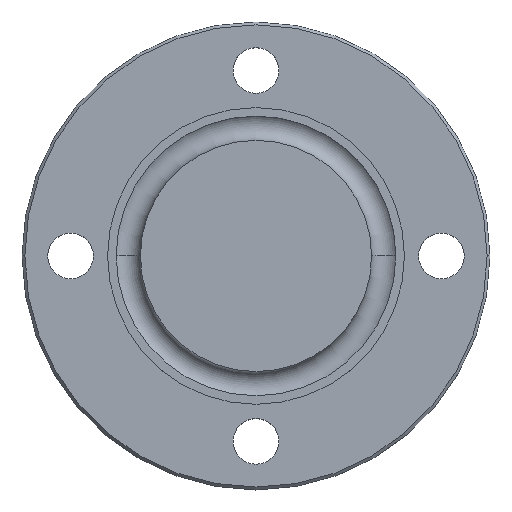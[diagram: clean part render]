
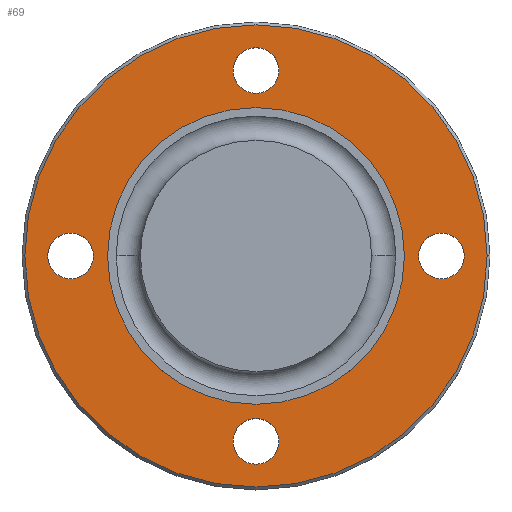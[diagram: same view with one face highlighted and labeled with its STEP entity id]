
A CAD part, top view. The second image highlights one B-rep face of the part: STEP entity #69.
In plain terms, the highlighted planar face has unit normal (0, 0, 1).
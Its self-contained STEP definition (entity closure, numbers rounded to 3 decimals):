
#4 = CIRCLE ( 'NONE', #370, 4. ) ;
#8 = VERTEX_POINT ( 'NONE', #379 ) ;
#16 = ORIENTED_EDGE ( 'NONE', *, *, #171, .T. ) ;
#20 = CIRCLE ( 'NONE', #207, 4. ) ;
#26 = VERTEX_POINT ( 'NONE', #404 ) ;
#28 = DIRECTION ( 'NONE',  ( 0., 0., 1. ) ) ;
#33 = EDGE_LOOP ( 'NONE', ( #607, #16 ) ) ;
#43 = CARTESIAN_POINT ( 'NONE',  ( -26., 0., 10. ) ) ;
#48 = DIRECTION ( 'NONE',  ( 1., 0., 0. ) ) ;
#50 = DIRECTION ( 'NONE',  ( 0., 0., 1. ) ) ;
#58 = ORIENTED_EDGE ( 'NONE', *, *, #124, .F. ) ;
#69 = ADVANCED_FACE ( 'NONE', ( #580, #684, #284, #468, #447, #697 ), #72, .F. ) ;
#72 = PLANE ( 'NONE',  #726 ) ;
#76 = CIRCLE ( 'NONE', #361, 4. ) ;
#79 = VERTEX_POINT ( 'NONE', #141 ) ;
#90 = DIRECTION ( 'NONE',  ( 1., 0., 0. ) ) ;
#99 = DIRECTION ( 'NONE',  ( 1., 0., 0. ) ) ;
#115 = VERTEX_POINT ( 'NONE', #613 ) ;
#118 = CARTESIAN_POINT ( 'NONE',  ( -32.5, 4., 10. ) ) ;
#124 = EDGE_CURVE ( 'NONE', #26, #557, #76, .T. ) ;
#125 = ORIENTED_EDGE ( 'NONE', *, *, #595, .F. ) ;
#127 = ORIENTED_EDGE ( 'NONE', *, *, #636, .F. ) ;
#141 = CARTESIAN_POINT ( 'NONE',  ( 32.5, -4., 10. ) ) ;
#148 = CARTESIAN_POINT ( 'NONE',  ( -4., 32.5, 10. ) ) ;
#150 = ORIENTED_EDGE ( 'NONE', *, *, #672, .F. ) ;
#151 = DIRECTION ( 'NONE',  ( -1., 0., 0. ) ) ;
#157 = DIRECTION ( 'NONE',  ( 0., -1., 0. ) ) ;
#171 = EDGE_CURVE ( 'NONE', #281, #115, #372, .T. ) ;
#179 = DIRECTION ( 'NONE',  ( -1., 0., 0. ) ) ;
#181 = AXIS2_PLACEMENT_3D ( 'NONE', #376, #487, #326 ) ;
#185 = DIRECTION ( 'NONE',  ( 0., 0., -1. ) ) ;
#189 = DIRECTION ( 'NONE',  ( 1., 0., 0. ) ) ;
#199 = DIRECTION ( 'NONE',  ( 0., 1., 0. ) ) ;
#201 = EDGE_CURVE ( 'NONE', #688, #400, #558, .T. ) ;
#207 = AXIS2_PLACEMENT_3D ( 'NONE', #594, #433, #157 ) ;
#210 = CIRCLE ( 'NONE', #340, 40.5 ) ;
#221 = AXIS2_PLACEMENT_3D ( 'NONE', #529, #28, #593 ) ;
#224 = ORIENTED_EDGE ( 'NONE', *, *, #294, .F. ) ;
#235 = DIRECTION ( 'NONE',  ( 0., 0., 1. ) ) ;
#241 = AXIS2_PLACEMENT_3D ( 'NONE', #563, #261, #443 ) ;
#243 = ORIENTED_EDGE ( 'NONE', *, *, #407, .F. ) ;
#257 = CARTESIAN_POINT ( 'NONE',  ( 0., 0., 10. ) ) ;
#261 = DIRECTION ( 'NONE',  ( 0., 0., 1. ) ) ;
#281 = VERTEX_POINT ( 'NONE', #366 ) ;
#284 = FACE_BOUND ( 'NONE', #514, .T. ) ;
#285 = AXIS2_PLACEMENT_3D ( 'NONE', #721, #488, #48 ) ;
#294 = EDGE_CURVE ( 'NONE', #400, #688, #587, .T. ) ;
#311 = CIRCLE ( 'NONE', #480, 26. ) ;
#324 = CARTESIAN_POINT ( 'NONE',  ( 32.5, 4., 10. ) ) ;
#326 = DIRECTION ( 'NONE',  ( 0., 1., 0. ) ) ;
#327 = CARTESIAN_POINT ( 'NONE',  ( -4., -32.5, 10. ) ) ;
#340 = AXIS2_PLACEMENT_3D ( 'NONE', #257, #50, #492 ) ;
#353 = VERTEX_POINT ( 'NONE', #324 ) ;
#361 = AXIS2_PLACEMENT_3D ( 'NONE', #486, #722, #199 ) ;
#365 = CARTESIAN_POINT ( 'NONE',  ( 4., -32.5, 10. ) ) ;
#366 = CARTESIAN_POINT ( 'NONE',  ( 40.5, 0., 10. ) ) ;
#370 = AXIS2_PLACEMENT_3D ( 'NONE', #707, #235, #90 ) ;
#372 = CIRCLE ( 'NONE', #472, 40.5 ) ;
#375 = EDGE_CURVE ( 'NONE', #115, #281, #210, .T. ) ;
#376 = CARTESIAN_POINT ( 'NONE',  ( -32.5, 0., 10. ) ) ;
#377 = DIRECTION ( 'NONE',  ( 0., 0., 1. ) ) ;
#379 = CARTESIAN_POINT ( 'NONE',  ( 4., 32.5, 10. ) ) ;
#388 = EDGE_LOOP ( 'NONE', ( #125, #603 ) ) ;
#390 = ORIENTED_EDGE ( 'NONE', *, *, #650, .F. ) ;
#400 = VERTEX_POINT ( 'NONE', #327 ) ;
#404 = CARTESIAN_POINT ( 'NONE',  ( -32.5, -4., 10. ) ) ;
#407 = EDGE_CURVE ( 'NONE', #353, #79, #439, .T. ) ;
#426 = DIRECTION ( 'NONE',  ( 1., 0., 0. ) ) ;
#429 = AXIS2_PLACEMENT_3D ( 'NONE', #667, #659, #151 ) ;
#433 = DIRECTION ( 'NONE',  ( 0., 0., 1. ) ) ;
#436 = EDGE_CURVE ( 'NONE', #675, #8, #4, .T. ) ;
#439 = CIRCLE ( 'NONE', #241, 4. ) ;
#443 = DIRECTION ( 'NONE',  ( 0., -1., 0. ) ) ;
#447 = FACE_BOUND ( 'NONE', #649, .T. ) ;
#468 = FACE_BOUND ( 'NONE', #388, .T. ) ;
#472 = AXIS2_PLACEMENT_3D ( 'NONE', #589, #652, #189 ) ;
#480 = AXIS2_PLACEMENT_3D ( 'NONE', #725, #377, #99 ) ;
#481 = CARTESIAN_POINT ( 'NONE',  ( 0., 32.5, 10. ) ) ;
#486 = CARTESIAN_POINT ( 'NONE',  ( -32.5, 0., 10. ) ) ;
#487 = DIRECTION ( 'NONE',  ( 0., 0., 1. ) ) ;
#488 = DIRECTION ( 'NONE',  ( 0., 0., 1. ) ) ;
#492 = DIRECTION ( 'NONE',  ( 1., 0., 0. ) ) ;
#504 = CIRCLE ( 'NONE', #181, 4. ) ;
#514 = EDGE_LOOP ( 'NONE', ( #127, #243 ) ) ;
#520 = EDGE_LOOP ( 'NONE', ( #573, #58 ) ) ;
#529 = CARTESIAN_POINT ( 'NONE',  ( 0., -32.5, 10. ) ) ;
#539 = VERTEX_POINT ( 'NONE', #663 ) ;
#543 = EDGE_CURVE ( 'NONE', #557, #26, #504, .T. ) ;
#547 = ORIENTED_EDGE ( 'NONE', *, *, #201, .F. ) ;
#556 = CIRCLE ( 'NONE', #285, 26. ) ;
#557 = VERTEX_POINT ( 'NONE', #118 ) ;
#558 = CIRCLE ( 'NONE', #221, 4. ) ;
#563 = CARTESIAN_POINT ( 'NONE',  ( 32.5, 0., 10. ) ) ;
#566 = EDGE_LOOP ( 'NONE', ( #224, #547 ) ) ;
#573 = ORIENTED_EDGE ( 'NONE', *, *, #543, .F. ) ;
#580 = FACE_BOUND ( 'NONE', #520, .T. ) ;
#587 = CIRCLE ( 'NONE', #429, 4. ) ;
#589 = CARTESIAN_POINT ( 'NONE',  ( 0., 0., 10. ) ) ;
#593 = DIRECTION ( 'NONE',  ( -1., 0., 0. ) ) ;
#594 = CARTESIAN_POINT ( 'NONE',  ( 32.5, 0., 10. ) ) ;
#595 = EDGE_CURVE ( 'NONE', #8, #675, #599, .T. ) ;
#599 = CIRCLE ( 'NONE', #617, 4. ) ;
#603 = ORIENTED_EDGE ( 'NONE', *, *, #436, .F. ) ;
#607 = ORIENTED_EDGE ( 'NONE', *, *, #375, .T. ) ;
#613 = CARTESIAN_POINT ( 'NONE',  ( -40.5, 0., 10. ) ) ;
#617 = AXIS2_PLACEMENT_3D ( 'NONE', #481, #665, #426 ) ;
#636 = EDGE_CURVE ( 'NONE', #79, #353, #20, .T. ) ;
#649 = EDGE_LOOP ( 'NONE', ( #390, #150 ) ) ;
#650 = EDGE_CURVE ( 'NONE', #539, #727, #311, .T. ) ;
#652 = DIRECTION ( 'NONE',  ( 0., 0., 1. ) ) ;
#659 = DIRECTION ( 'NONE',  ( 0., 0., 1. ) ) ;
#663 = CARTESIAN_POINT ( 'NONE',  ( 26., 0., 10. ) ) ;
#665 = DIRECTION ( 'NONE',  ( 0., 0., 1. ) ) ;
#667 = CARTESIAN_POINT ( 'NONE',  ( 0., -32.5, 10. ) ) ;
#672 = EDGE_CURVE ( 'NONE', #727, #539, #556, .T. ) ;
#675 = VERTEX_POINT ( 'NONE', #148 ) ;
#684 = FACE_BOUND ( 'NONE', #566, .T. ) ;
#688 = VERTEX_POINT ( 'NONE', #365 ) ;
#697 = FACE_OUTER_BOUND ( 'NONE', #33, .T. ) ;
#704 = CARTESIAN_POINT ( 'NONE',  ( 0., 40.5, 10. ) ) ;
#707 = CARTESIAN_POINT ( 'NONE',  ( 0., 32.5, 10. ) ) ;
#721 = CARTESIAN_POINT ( 'NONE',  ( 0., 0., 10. ) ) ;
#722 = DIRECTION ( 'NONE',  ( 0., 0., 1. ) ) ;
#725 = CARTESIAN_POINT ( 'NONE',  ( 0., 0., 10. ) ) ;
#726 = AXIS2_PLACEMENT_3D ( 'NONE', #704, #185, #179 ) ;
#727 = VERTEX_POINT ( 'NONE', #43 ) ;
